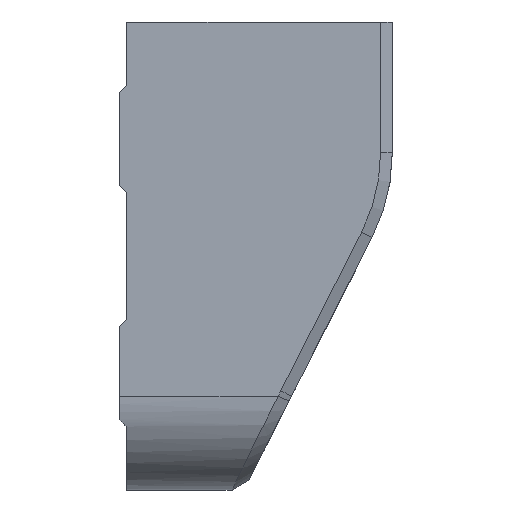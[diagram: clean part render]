
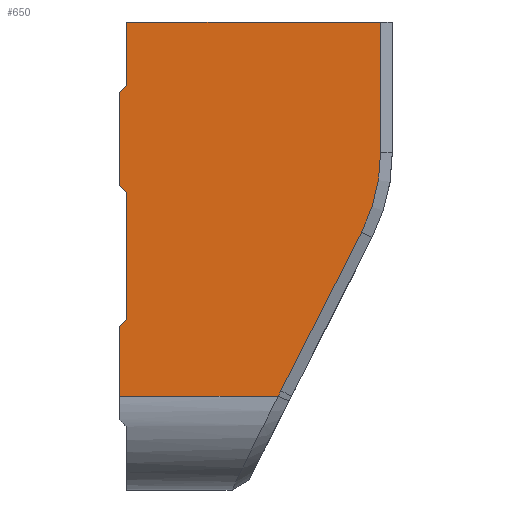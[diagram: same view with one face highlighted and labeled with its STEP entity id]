
A CAD part, top view. The second image highlights one B-rep face of the part: STEP entity #650.
In plain terms, the highlighted planar face has unit normal (0, 0, 1).
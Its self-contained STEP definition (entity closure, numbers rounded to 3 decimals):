
#22=B_SPLINE_CURVE_WITH_KNOTS('',3,(#1057,#1058,#1059,#1060),
 .UNSPECIFIED.,.F.,.F.,(4,4),(-1.571,-1.514),
 .UNSPECIFIED.);
#47=PLANE('',#712);
#87=FACE_OUTER_BOUND('',#128,.T.);
#128=EDGE_LOOP('',(#539,#540,#541,#542,#543,#544,#545,#546,#547,#548,#549,
#550,#551));
#150=LINE('',#925,#213);
#154=LINE('',#934,#217);
#158=LINE('',#946,#221);
#183=LINE('',#1147,#246);
#184=LINE('',#1152,#247);
#185=LINE('',#1154,#248);
#186=LINE('',#1156,#249);
#187=LINE('',#1158,#250);
#188=LINE('',#1160,#251);
#189=LINE('',#1162,#252);
#190=LINE('',#1163,#253);
#213=VECTOR('',#755,10.);
#217=VECTOR('',#761,10.);
#221=VECTOR('',#773,10.);
#246=VECTOR('',#830,10.);
#247=VECTOR('',#837,10.);
#248=VECTOR('',#838,10.);
#249=VECTOR('',#839,10.);
#250=VECTOR('',#840,10.);
#251=VECTOR('',#841,10.);
#252=VECTOR('',#842,10.);
#253=VECTOR('',#843,10.);
#279=CIRCLE('',#692,15.);
#296=VERTEX_POINT('',#922);
#297=VERTEX_POINT('',#924);
#300=VERTEX_POINT('',#931);
#301=VERTEX_POINT('',#933);
#303=VERTEX_POINT('',#939);
#305=VERTEX_POINT('',#945);
#308=VERTEX_POINT('',#975);
#328=VERTEX_POINT('',#1151);
#329=VERTEX_POINT('',#1153);
#330=VERTEX_POINT('',#1155);
#331=VERTEX_POINT('',#1157);
#332=VERTEX_POINT('',#1159);
#333=VERTEX_POINT('',#1161);
#355=EDGE_CURVE('',#296,#297,#150,.T.);
#359=EDGE_CURVE('',#300,#301,#154,.T.);
#364=EDGE_CURVE('',#301,#303,#279,.T.);
#365=EDGE_CURVE('',#303,#305,#158,.T.);
#379=EDGE_CURVE('',#305,#308,#22,.T.);
#404=EDGE_CURVE('',#308,#296,#183,.T.);
#406=EDGE_CURVE('',#328,#300,#184,.T.);
#407=EDGE_CURVE('',#329,#328,#185,.T.);
#408=EDGE_CURVE('',#329,#330,#186,.T.);
#409=EDGE_CURVE('',#331,#330,#187,.T.);
#410=EDGE_CURVE('',#331,#332,#188,.T.);
#411=EDGE_CURVE('',#333,#332,#189,.T.);
#412=EDGE_CURVE('',#333,#297,#190,.T.);
#539=ORIENTED_EDGE('',*,*,#359,.F.);
#540=ORIENTED_EDGE('',*,*,#406,.F.);
#541=ORIENTED_EDGE('',*,*,#407,.F.);
#542=ORIENTED_EDGE('',*,*,#408,.T.);
#543=ORIENTED_EDGE('',*,*,#409,.F.);
#544=ORIENTED_EDGE('',*,*,#410,.T.);
#545=ORIENTED_EDGE('',*,*,#411,.F.);
#546=ORIENTED_EDGE('',*,*,#412,.T.);
#547=ORIENTED_EDGE('',*,*,#355,.F.);
#548=ORIENTED_EDGE('',*,*,#404,.F.);
#549=ORIENTED_EDGE('',*,*,#379,.F.);
#550=ORIENTED_EDGE('',*,*,#365,.F.);
#551=ORIENTED_EDGE('',*,*,#364,.F.);
#650=ADVANCED_FACE('',(#87),#47,.F.);
#692=AXIS2_PLACEMENT_3D('',#943,#769,#770);
#712=AXIS2_PLACEMENT_3D('',#1150,#835,#836);
#755=DIRECTION('',(0.,1.,0.));
#761=DIRECTION('',(0.,-1.,0.));
#769=DIRECTION('center_axis',(0.,0.,
-1.));
#770=DIRECTION('ref_axis',(0.972,-0.233,0.));
#773=DIRECTION('',(-0.453,-0.891,0.));
#830=DIRECTION('',(-1.,0.,0.));
#835=DIRECTION('center_axis',(0.,0.,
-1.));
#836=DIRECTION('ref_axis',(-1.,0.,0.));
#837=DIRECTION('',(1.,0.,0.));
#838=DIRECTION('',(0.,1.,0.));
#839=DIRECTION('',(-0.707,-0.707,0.));
#840=DIRECTION('',(0.,1.,0.));
#841=DIRECTION('',(0.707,-0.707,0.));
#842=DIRECTION('',(0.,1.,0.));
#843=DIRECTION('',(-0.707,-0.707,0.));
#922=CARTESIAN_POINT('',(39.4,273.009,290.));
#924=CARTESIAN_POINT('',(39.4,278.971,290.));
#925=CARTESIAN_POINT('',(39.4,271.011,290.));
#931=CARTESIAN_POINT('',(61.7,304.991,290.));
#933=CARTESIAN_POINT('',(61.7,293.824,290.));
#934=CARTESIAN_POINT('',(61.7,285.,290.));
#939=CARTESIAN_POINT('',(60.071,287.026,290.));
#943=CARTESIAN_POINT('Origin',(46.7,293.824,290.));
#945=CARTESIAN_POINT('',(53.176,273.462,290.));
#946=CARTESIAN_POINT('',(49.109,265.462,290.));
#975=CARTESIAN_POINT('',(52.945,273.009,290.));
#1057=CARTESIAN_POINT('Ctrl Pts',(53.176,273.462,290.));
#1058=CARTESIAN_POINT('Ctrl Pts',(53.099,273.311,290.));
#1059=CARTESIAN_POINT('Ctrl Pts',(53.022,273.161,290.));
#1060=CARTESIAN_POINT('Ctrl Pts',(52.945,273.009,290.));
#1147=CARTESIAN_POINT('',(49.25,273.009,290.));
#1150=CARTESIAN_POINT('Origin',(50.,265.009,290.));
#1151=CARTESIAN_POINT('',(40.,304.991,290.));
#1152=CARTESIAN_POINT('',(40.,304.991,290.));
#1153=CARTESIAN_POINT('',(40.,299.571,290.));
#1154=CARTESIAN_POINT('',(40.,263.509,290.));
#1155=CARTESIAN_POINT('',(39.4,298.971,290.));
#1156=CARTESIAN_POINT('',(40.,299.571,290.));
#1157=CARTESIAN_POINT('',(39.4,291.011,290.));
#1158=CARTESIAN_POINT('',(39.4,296.991,290.));
#1159=CARTESIAN_POINT('',(40.,290.411,290.));
#1160=CARTESIAN_POINT('',(39.4,291.011,290.));
#1161=CARTESIAN_POINT('',(40.,279.571,290.));
#1162=CARTESIAN_POINT('',(40.,263.509,290.));
#1163=CARTESIAN_POINT('',(40.,279.571,290.));
